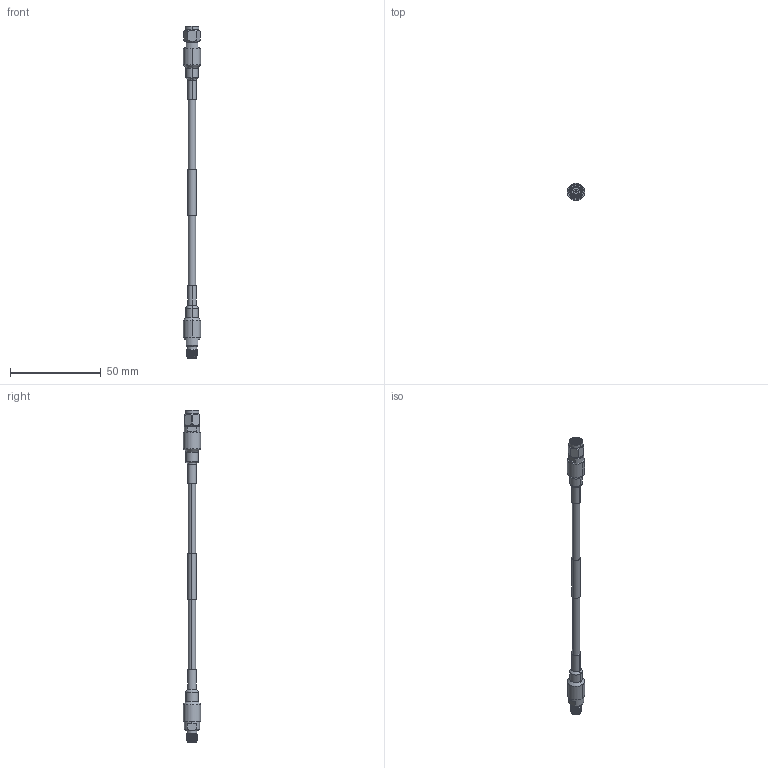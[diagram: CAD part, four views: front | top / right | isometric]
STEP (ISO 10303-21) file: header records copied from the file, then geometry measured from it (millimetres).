
FILE_DESCRIPTION (( 'STEP AP214' ), '1' );
FILE_NAME ('FMC2949914_3D.step', '2024-08-26T13:43:33', ( '' ), ( '' ), 'SwSTEP 2.0', 'SolidWorks 2022', '' );
FILE_SCHEMA (( 'AUTOMOTIVE_DESIGN' ));
Length unit declared in the file: inch
Products named in the file (5): Coax Cable^FMC2949914_PE-P160; FMCN1280_3D^FMC2949914; Heat Shrinks^FMC2949914; FMCN1282_3D^FMC2949914; FMC2949914_3D
Assembly tree (5 placements, depth 2):
  FMC2949914_3D
    Coax Cable^FMC2949914_PE-P160
    Heat Shrinks^FMC2949914  x2
    FMCN1280_3D^FMC2949914
    FMCN1282_3D^FMC2949914
Bounding box: 9.49 x 9.49 x 183.15 mm (x, y, z)
Volume: 6186.3 mm3; surface area: 5316.2 mm2
Topology: 5 solids, 6 shells, 239 faces, 577 edges, 366 vertices
Faces by surface type: cylinder 101, plane 75, cone 45, bspline 16, torus 2
Entity records: 10394 total; most frequent: CARTESIAN_POINT 4968, ORIENTED_EDGE 1098, DIRECTION 1074, EDGE_CURVE 549, AXIS2_PLACEMENT_3D 435, VERTEX_POINT 353, EDGE_LOOP 246, FACE_OUTER_BOUND 226
